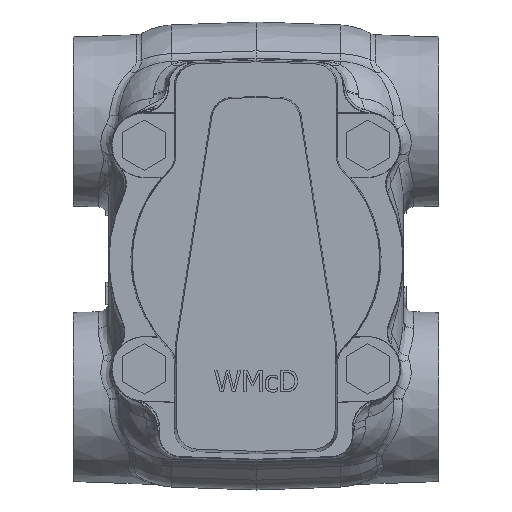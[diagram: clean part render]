
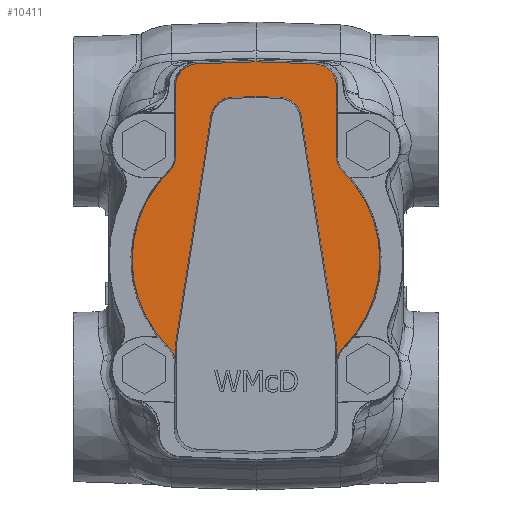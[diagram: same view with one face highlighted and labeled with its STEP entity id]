
A CAD part, top view. The second image highlights one B-rep face of the part: STEP entity #10411.
In plain terms, the highlighted planar face has unit normal (0, 0, 1).
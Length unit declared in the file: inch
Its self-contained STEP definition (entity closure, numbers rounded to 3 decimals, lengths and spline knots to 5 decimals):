
#69=ELLIPSE('',#11103,0.25007,0.25);
#70=ELLIPSE('',#11111,0.25007,0.25);
#71=ELLIPSE('',#11114,0.25004,0.25);
#72=ELLIPSE('',#11115,0.25006,0.25);
#73=ELLIPSE('',#11116,0.25006,0.25);
#74=ELLIPSE('',#11117,0.25004,0.25);
#736=CIRCLE('',#11097,0.24996);
#737=CIRCLE('',#11099,1.41895);
#738=CIRCLE('',#11100,0.24996);
#739=CIRCLE('',#11106,0.24996);
#740=CIRCLE('',#11108,1.41895);
#741=CIRCLE('',#11109,0.24996);
#1107=FACE_OUTER_BOUND('',#1750,.T.);
#1750=EDGE_LOOP('',(#7576,#7577,#7578,#7579,#7580,#7581,#7582,#7583,#7584,
#7585,#7586,#7587,#7588,#7589,#7590,#7591,#7592,#7593,#7594,#7595,#7596,
#7597));
#2534=LINE('',#15170,#3501);
#2537=LINE('',#15226,#3504);
#2540=LINE('',#15235,#3507);
#2543=LINE('',#15240,#3510);
#2546=LINE('',#15303,#3513);
#2547=LINE('',#15306,#3514);
#2548=LINE('',#15310,#3515);
#2549=LINE('',#15314,#3516);
#2550=LINE('',#15316,#3517);
#2551=LINE('',#15320,#3518);
#3501=VECTOR('',#12329,0.3937);
#3504=VECTOR('',#12342,0.3937);
#3507=VECTOR('',#12351,0.3937);
#3510=VECTOR('',#12356,0.3937);
#3513=VECTOR('',#12373,0.3937);
#3514=VECTOR('',#12376,0.3937);
#3515=VECTOR('',#12379,0.3937);
#3516=VECTOR('',#12382,0.3937);
#3517=VECTOR('',#12383,0.3937);
#3518=VECTOR('',#12386,0.3937);
#4478=VERTEX_POINT('',#15164);
#4479=VERTEX_POINT('',#15169);
#4480=VERTEX_POINT('',#15188);
#4481=VERTEX_POINT('',#15195);
#4482=VERTEX_POINT('',#15217);
#4483=VERTEX_POINT('',#15224);
#4484=VERTEX_POINT('',#15228);
#4486=VERTEX_POINT('',#15233);
#4487=VERTEX_POINT('',#15238);
#4488=VERTEX_POINT('',#15258);
#4489=VERTEX_POINT('',#15263);
#4490=VERTEX_POINT('',#15270);
#4491=VERTEX_POINT('',#15292);
#4492=VERTEX_POINT('',#15299);
#4493=VERTEX_POINT('',#15305);
#4494=VERTEX_POINT('',#15307);
#4495=VERTEX_POINT('',#15309);
#4496=VERTEX_POINT('',#15311);
#4497=VERTEX_POINT('',#15313);
#4498=VERTEX_POINT('',#15315);
#4499=VERTEX_POINT('',#15317);
#4500=VERTEX_POINT('',#15319);
#5608=EDGE_CURVE('',#4478,#4479,#2534,.T.);
#5611=EDGE_CURVE('',#4480,#4478,#736,.T.);
#5613=EDGE_CURVE('',#4480,#4481,#737,.T.);
#5615=EDGE_CURVE('',#4482,#4481,#738,.T.);
#5617=EDGE_CURVE('',#4482,#4483,#2537,.T.);
#5619=EDGE_CURVE('',#4484,#4483,#69,.T.);
#5621=EDGE_CURVE('',#4484,#4486,#2540,.T.);
#5624=EDGE_CURVE('',#4486,#4487,#2543,.T.);
#5627=EDGE_CURVE('',#4488,#4489,#739,.T.);
#5629=EDGE_CURVE('',#4490,#4489,#740,.T.);
#5631=EDGE_CURVE('',#4490,#4491,#741,.T.);
#5634=EDGE_CURVE('',#4492,#4487,#70,.T.);
#5635=EDGE_CURVE('',#4492,#4491,#2546,.T.);
#5636=EDGE_CURVE('',#4493,#4488,#2547,.T.);
#5637=EDGE_CURVE('',#4494,#4493,#71,.T.);
#5638=EDGE_CURVE('',#4495,#4494,#2548,.T.);
#5639=EDGE_CURVE('',#4496,#4495,#72,.T.);
#5640=EDGE_CURVE('',#4497,#4496,#2549,.T.);
#5641=EDGE_CURVE('',#4498,#4497,#2550,.T.);
#5642=EDGE_CURVE('',#4499,#4498,#73,.T.);
#5643=EDGE_CURVE('',#4500,#4499,#2551,.T.);
#5644=EDGE_CURVE('',#4479,#4500,#74,.T.);
#7576=ORIENTED_EDGE('',*,*,#5619,.F.);
#7577=ORIENTED_EDGE('',*,*,#5621,.T.);
#7578=ORIENTED_EDGE('',*,*,#5624,.T.);
#7579=ORIENTED_EDGE('',*,*,#5634,.F.);
#7580=ORIENTED_EDGE('',*,*,#5635,.T.);
#7581=ORIENTED_EDGE('',*,*,#5631,.F.);
#7582=ORIENTED_EDGE('',*,*,#5629,.T.);
#7583=ORIENTED_EDGE('',*,*,#5627,.F.);
#7584=ORIENTED_EDGE('',*,*,#5636,.F.);
#7585=ORIENTED_EDGE('',*,*,#5637,.F.);
#7586=ORIENTED_EDGE('',*,*,#5638,.F.);
#7587=ORIENTED_EDGE('',*,*,#5639,.F.);
#7588=ORIENTED_EDGE('',*,*,#5640,.F.);
#7589=ORIENTED_EDGE('',*,*,#5641,.F.);
#7590=ORIENTED_EDGE('',*,*,#5642,.F.);
#7591=ORIENTED_EDGE('',*,*,#5643,.F.);
#7592=ORIENTED_EDGE('',*,*,#5644,.F.);
#7593=ORIENTED_EDGE('',*,*,#5608,.F.);
#7594=ORIENTED_EDGE('',*,*,#5611,.F.);
#7595=ORIENTED_EDGE('',*,*,#5613,.T.);
#7596=ORIENTED_EDGE('',*,*,#5615,.F.);
#7597=ORIENTED_EDGE('',*,*,#5617,.T.);
#10006=PLANE('',#11113);
#10411=ADVANCED_FACE('',(#1107),#10006,.F.);
#11097=AXIS2_PLACEMENT_3D('',#15193,#12331,#12332);
#11099=AXIS2_PLACEMENT_3D('',#15200,#12335,#12336);
#11100=AXIS2_PLACEMENT_3D('',#15222,#12337,#12338);
#11103=AXIS2_PLACEMENT_3D('',#15230,#12346,#12347);
#11106=AXIS2_PLACEMENT_3D('',#15264,#12358,#12359);
#11108=AXIS2_PLACEMENT_3D('',#15271,#12362,#12363);
#11109=AXIS2_PLACEMENT_3D('',#15293,#12364,#12365);
#11111=AXIS2_PLACEMENT_3D('',#15301,#12369,#12370);
#11113=AXIS2_PLACEMENT_3D('',#15304,#12374,#12375);
#11114=AXIS2_PLACEMENT_3D('',#15308,#12377,#12378);
#11115=AXIS2_PLACEMENT_3D('',#15312,#12380,#12381);
#11116=AXIS2_PLACEMENT_3D('',#15318,#12384,#12385);
#11117=AXIS2_PLACEMENT_3D('',#15321,#12387,#12388);
#12329=DIRECTION('',(0.,1.,0.));
#12331=DIRECTION('center_axis',(0.,0.,1.));
#12332=DIRECTION('ref_axis',(-1.,0.,0.));
#12335=DIRECTION('center_axis',(0.,0.,1.));
#12336=DIRECTION('ref_axis',(-0.652,0.758,0.));
#12337=DIRECTION('center_axis',(0.,0.,1.));
#12338=DIRECTION('ref_axis',(-0.7,-0.714,0.));
#12342=DIRECTION('',(0.,1.,0.));
#12346=DIRECTION('center_axis',(0.,0.,-1.));
#12347=DIRECTION('ref_axis',(0.719,0.695,0.));
#12351=DIRECTION('',(-0.999,0.035,0.));
#12356=DIRECTION('',(-0.999,-0.035,0.));
#12358=DIRECTION('center_axis',(0.,0.,1.));
#12359=DIRECTION('ref_axis',(0.7,0.714,0.));
#12362=DIRECTION('center_axis',(0.,0.,1.));
#12363=DIRECTION('ref_axis',(-0.652,0.758,0.));
#12364=DIRECTION('center_axis',(0.,0.,1.));
#12365=DIRECTION('ref_axis',(1.,0.,0.));
#12369=DIRECTION('center_axis',(0.,0.,-1.));
#12370=DIRECTION('ref_axis',(-0.719,0.695,0.));
#12373=DIRECTION('',(0.,-1.,0.));
#12374=DIRECTION('center_axis',(0.,0.,-1.));
#12375=DIRECTION('ref_axis',(-1.,0.,0.));
#12376=DIRECTION('',(0.,-1.,0.));
#12377=DIRECTION('center_axis',(0.,0.,1.));
#12378=DIRECTION('ref_axis',(-0.997,0.077,0.));
#12379=DIRECTION('',(-0.154,-0.988,0.));
#12380=DIRECTION('center_axis',(0.,0.,1.));
#12381=DIRECTION('ref_axis',(-0.664,0.748,0.));
#12382=DIRECTION('',(-0.999,-0.035,0.));
#12383=DIRECTION('',(-0.999,0.035,0.));
#12384=DIRECTION('center_axis',(0.,0.,1.));
#12385=DIRECTION('ref_axis',(0.664,0.748,0.));
#12386=DIRECTION('',(-0.154,0.988,0.));
#12387=DIRECTION('center_axis',(0.,0.,1.));
#12388=DIRECTION('ref_axis',(0.997,0.077,0.));
#15164=CARTESIAN_POINT('',(0.91895,-1.19118,1.0625));
#15169=CARTESIAN_POINT('',(0.91895,-0.96422,1.0625));
#15170=CARTESIAN_POINT('',(0.91895,-0.25988,1.0625));
#15188=CARTESIAN_POINT('',(0.99384,-1.01277,1.0625));
#15193=CARTESIAN_POINT('Origin',(1.16891,-1.19118,1.0625));
#15195=CARTESIAN_POINT('',(0.99384,1.01277,1.0625));
#15200=CARTESIAN_POINT('Origin',(0.,0.,1.0625));
#15217=CARTESIAN_POINT('',(0.91895,1.19118,1.0625));
#15222=CARTESIAN_POINT('Origin',(1.16891,1.19118,1.0625));
#15224=CARTESIAN_POINT('',(0.91895,1.99289,1.0625));
#15226=CARTESIAN_POINT('',(0.91895,1.33795,1.0625));
#15228=CARTESIAN_POINT('',(0.67772,2.2427,1.0625));
#15230=CARTESIAN_POINT('Origin',(0.66892,1.99281,1.0625));
#15233=CARTESIAN_POINT('',(0.,2.26636,1.0625));
#15235=CARTESIAN_POINT('',(0.03181,2.26525,1.0625));
#15238=CARTESIAN_POINT('',(-0.67772,2.2427,1.0625));
#15240=CARTESIAN_POINT('',(-0.41119,2.252,1.0625));
#15258=CARTESIAN_POINT('',(-0.91895,-1.19118,1.0625));
#15263=CARTESIAN_POINT('',(-0.99384,-1.01277,1.0625));
#15264=CARTESIAN_POINT('Origin',(-1.16891,-1.19118,1.0625));
#15270=CARTESIAN_POINT('',(-0.99384,1.01277,1.0625));
#15271=CARTESIAN_POINT('Origin',(0.,0.,1.0625));
#15292=CARTESIAN_POINT('',(-0.91895,1.19118,1.0625));
#15293=CARTESIAN_POINT('Origin',(-1.16891,1.19118,1.0625));
#15299=CARTESIAN_POINT('',(-0.91895,1.99289,1.0625));
#15301=CARTESIAN_POINT('Origin',(-0.66892,1.99281,1.0625));
#15303=CARTESIAN_POINT('',(-0.91895,0.75672,1.0625));
#15304=CARTESIAN_POINT('Origin',(0.,0.42371,
1.0625));
#15305=CARTESIAN_POINT('',(-0.91895,-0.96422,1.0625));
#15306=CARTESIAN_POINT('',(-0.91895,-0.88488,1.0625));
#15307=CARTESIAN_POINT('',(-0.91598,-0.9258,1.0625));
#15308=CARTESIAN_POINT('Origin',(-0.66892,-0.96423,
1.0625));
#15309=CARTESIAN_POINT('',(-0.51579,1.64686,1.0625));
#15310=CARTESIAN_POINT('',(-0.80428,-0.20768,1.0625));
#15311=CARTESIAN_POINT('',(-0.27752,1.85825,1.0625));
#15312=CARTESIAN_POINT('Origin',(-0.26873,1.60836,1.0625));
#15313=CARTESIAN_POINT('',(0.,1.86794,1.0625));
#15314=CARTESIAN_POINT('',(-0.27486,1.85834,1.0625));
#15315=CARTESIAN_POINT('',(0.27752,1.85825,1.0625));
#15316=CARTESIAN_POINT('',(0.02486,1.86707,1.0625));
#15317=CARTESIAN_POINT('',(0.51579,1.64686,1.0625));
#15318=CARTESIAN_POINT('Origin',(0.26873,1.60836,1.0625));
#15319=CARTESIAN_POINT('',(0.91598,-0.9258,1.0625));
#15320=CARTESIAN_POINT('',(0.58553,1.19857,1.0625));
#15321=CARTESIAN_POINT('Origin',(0.66892,-0.96423,1.0625));
